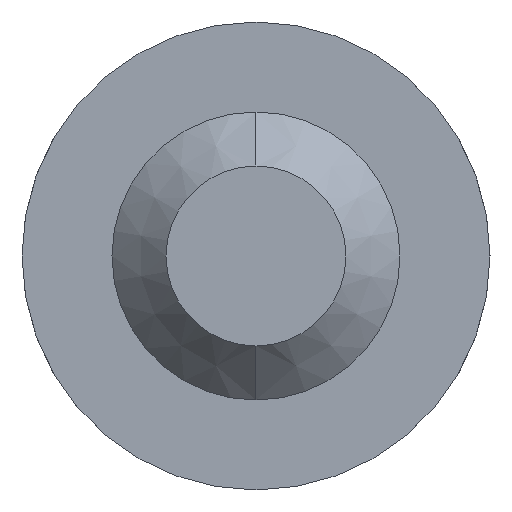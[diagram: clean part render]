
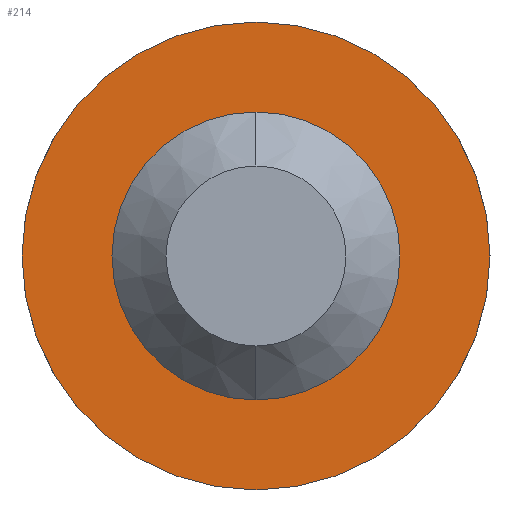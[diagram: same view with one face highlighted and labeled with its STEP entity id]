
A CAD part, left-side view. The second image highlights one B-rep face of the part: STEP entity #214.
In plain terms, the highlighted planar face has unit normal (-1, 0, 0).
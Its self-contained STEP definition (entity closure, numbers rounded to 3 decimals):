
#12 = EDGE_CURVE ( 'NONE', #24, #121, #552, .T. ) ;
#20 = CARTESIAN_POINT ( 'NONE',  ( -94.5, 0., 0. ) ) ;
#23 = ORIENTED_EDGE ( 'NONE', *, *, #432, .T. ) ;
#24 = VERTEX_POINT ( 'NONE', #665 ) ;
#35 = DIRECTION ( 'NONE',  ( 1., 0., 0. ) ) ;
#48 = DIRECTION ( 'NONE',  ( 0., 0., -1. ) ) ;
#69 = VERTEX_POINT ( 'NONE', #85 ) ;
#85 = CARTESIAN_POINT ( 'NONE',  ( -94.5, 0., 3.5 ) ) ;
#121 = VERTEX_POINT ( 'NONE', #392 ) ;
#149 = EDGE_CURVE ( 'NONE', #69, #437, #207, .T. ) ;
#172 = DIRECTION ( 'NONE',  ( 0., 0., -1. ) ) ;
#185 = DIRECTION ( 'NONE',  ( 0., 0., -1. ) ) ;
#207 = CIRCLE ( 'NONE', #596, 3.5 ) ;
#211 = FACE_BOUND ( 'NONE', #277, .T. ) ;
#212 = ORIENTED_EDGE ( 'NONE', *, *, #149, .T. ) ;
#214 = ADVANCED_FACE ( 'NONE', ( #484, #211 ), #378, .F. ) ;
#222 = ORIENTED_EDGE ( 'NONE', *, *, #621, .F. ) ;
#233 = CARTESIAN_POINT ( 'NONE',  ( -94.5, 0., 0. ) ) ;
#249 = AXIS2_PLACEMENT_3D ( 'NONE', #20, #35, #172 ) ;
#256 = DIRECTION ( 'NONE',  ( 0., 0., -1. ) ) ;
#260 = EDGE_LOOP ( 'NONE', ( #222, #294 ) ) ;
#277 = EDGE_LOOP ( 'NONE', ( #212, #23 ) ) ;
#292 = CARTESIAN_POINT ( 'NONE',  ( -94.5, 0., 0. ) ) ;
#294 = ORIENTED_EDGE ( 'NONE', *, *, #12, .F. ) ;
#300 = CARTESIAN_POINT ( 'NONE',  ( -94.5, 0., 0. ) ) ;
#322 = CARTESIAN_POINT ( 'NONE',  ( -94.5, 0., 0. ) ) ;
#376 = AXIS2_PLACEMENT_3D ( 'NONE', #292, #483, #48 ) ;
#378 = PLANE ( 'NONE',  #249 ) ;
#392 = CARTESIAN_POINT ( 'NONE',  ( -94.5, 0., 6.5 ) ) ;
#428 = AXIS2_PLACEMENT_3D ( 'NONE', #300, #620, #667 ) ;
#432 = EDGE_CURVE ( 'NONE', #437, #69, #454, .T. ) ;
#437 = VERTEX_POINT ( 'NONE', #517 ) ;
#454 = CIRCLE ( 'NONE', #428, 3.5 ) ;
#459 = AXIS2_PLACEMENT_3D ( 'NONE', #233, #558, #185 ) ;
#478 = CIRCLE ( 'NONE', #376, 6.5 ) ;
#483 = DIRECTION ( 'NONE',  ( 1., 0., 0. ) ) ;
#484 = FACE_OUTER_BOUND ( 'NONE', #260, .T. ) ;
#517 = CARTESIAN_POINT ( 'NONE',  ( -94.5, 0., -3.5 ) ) ;
#538 = DIRECTION ( 'NONE',  ( 1., 0., 0. ) ) ;
#552 = CIRCLE ( 'NONE', #459, 6.5 ) ;
#558 = DIRECTION ( 'NONE',  ( 1., 0., 0. ) ) ;
#596 = AXIS2_PLACEMENT_3D ( 'NONE', #322, #538, #256 ) ;
#620 = DIRECTION ( 'NONE',  ( 1., 0., 0. ) ) ;
#621 = EDGE_CURVE ( 'NONE', #121, #24, #478, .T. ) ;
#665 = CARTESIAN_POINT ( 'NONE',  ( -94.5, 0., -6.5 ) ) ;
#667 = DIRECTION ( 'NONE',  ( 0., 0., -1. ) ) ;
